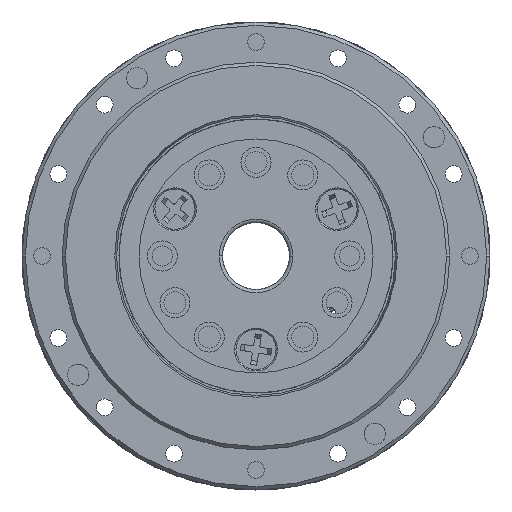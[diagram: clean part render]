
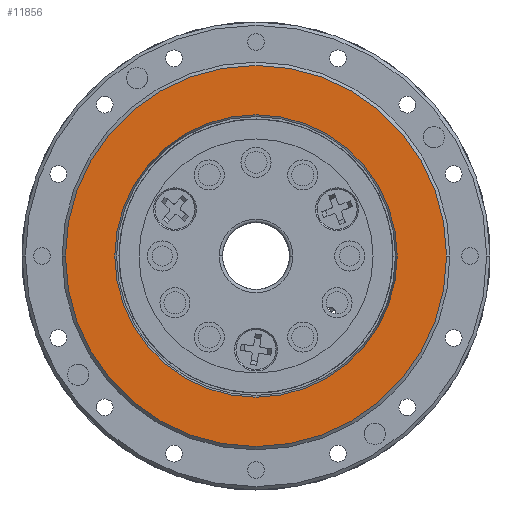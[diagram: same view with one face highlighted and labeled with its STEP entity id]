
A CAD part, front view. The second image highlights one B-rep face of the part: STEP entity #11856.
In plain terms, the highlighted planar face has unit normal (0, -1, 0).
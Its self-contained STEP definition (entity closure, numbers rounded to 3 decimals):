
#1085 = DIRECTION ( 'NONE',  ( 0., -1., 0. ) ) ;
#3081 = CARTESIAN_POINT ( 'NONE',  ( 28.5, -9., 0. ) ) ;
#5487 = CIRCLE ( 'NONE', #25291, 21.118 ) ;
#6213 = CARTESIAN_POINT ( 'NONE',  ( 0., -9., 0. ) ) ;
#8774 = DIRECTION ( 'NONE',  ( 0., 1., 0. ) ) ;
#9222 = DIRECTION ( 'NONE',  ( -1., 0., 0. ) ) ;
#9457 = CARTESIAN_POINT ( 'NONE',  ( 0., -9., 0. ) ) ;
#9509 = CIRCLE ( 'NONE', #34966, 28.5 ) ;
#9798 = DIRECTION ( 'NONE',  ( -1., 0., 0. ) ) ;
#9818 = PLANE ( 'NONE',  #33162 ) ;
#10227 = CARTESIAN_POINT ( 'NONE',  ( -28.5, -9., 0. ) ) ;
#11782 = EDGE_CURVE ( 'NONE', #33726, #23092, #5487, .T. ) ;
#11856 = ADVANCED_FACE ( 'NONE', ( #17986, #15493 ), #9818, .T. ) ;
#12041 = CARTESIAN_POINT ( 'NONE',  ( 0., -9., 0. ) ) ;
#14271 = AXIS2_PLACEMENT_3D ( 'NONE', #6213, #1085, #9222 ) ;
#15493 = FACE_BOUND ( 'NONE', #33628, .T. ) ;
#16174 = ORIENTED_EDGE ( 'NONE', *, *, #23696, .T. ) ;
#17889 = DIRECTION ( 'NONE',  ( 0., 1., 0. ) ) ;
#17986 = FACE_OUTER_BOUND ( 'NONE', #34866, .T. ) ;
#18129 = DIRECTION ( 'NONE',  ( 0., -1., 0. ) ) ;
#18380 = VERTEX_POINT ( 'NONE', #10227 ) ;
#18836 = CARTESIAN_POINT ( 'NONE',  ( -21.118, -9., 0. ) ) ;
#19308 = ORIENTED_EDGE ( 'NONE', *, *, #20329, .T. ) ;
#19583 = DIRECTION ( 'NONE',  ( -1., 0., 0. ) ) ;
#20329 = EDGE_CURVE ( 'NONE', #23145, #18380, #9509, .T. ) ;
#23092 = VERTEX_POINT ( 'NONE', #18836 ) ;
#23145 = VERTEX_POINT ( 'NONE', #3081 ) ;
#23696 = EDGE_CURVE ( 'NONE', #23092, #33726, #28422, .T. ) ;
#24455 = AXIS2_PLACEMENT_3D ( 'NONE', #12041, #17889, #33653 ) ;
#25291 = AXIS2_PLACEMENT_3D ( 'NONE', #27550, #8774, #19583 ) ;
#27240 = CARTESIAN_POINT ( 'NONE',  ( 21.118, -9., 0. ) ) ;
#27550 = CARTESIAN_POINT ( 'NONE',  ( 0., -9., 0. ) ) ;
#28389 = CIRCLE ( 'NONE', #14271, 28.5 ) ;
#28422 = CIRCLE ( 'NONE', #24455, 21.118 ) ;
#28723 = ORIENTED_EDGE ( 'NONE', *, *, #11782, .T. ) ;
#28771 = DIRECTION ( 'NONE',  ( -1., 0., 0. ) ) ;
#31255 = DIRECTION ( 'NONE',  ( 0., -1., 0. ) ) ;
#31605 = CARTESIAN_POINT ( 'NONE',  ( 0., -9., 0. ) ) ;
#33162 = AXIS2_PLACEMENT_3D ( 'NONE', #31605, #31255, #28771 ) ;
#33628 = EDGE_LOOP ( 'NONE', ( #16174, #28723 ) ) ;
#33653 = DIRECTION ( 'NONE',  ( -1., 0., 0. ) ) ;
#33726 = VERTEX_POINT ( 'NONE', #27240 ) ;
#34515 = EDGE_CURVE ( 'NONE', #18380, #23145, #28389, .T. ) ;
#34823 = ORIENTED_EDGE ( 'NONE', *, *, #34515, .T. ) ;
#34866 = EDGE_LOOP ( 'NONE', ( #19308, #34823 ) ) ;
#34966 = AXIS2_PLACEMENT_3D ( 'NONE', #9457, #18129, #9798 ) ;
